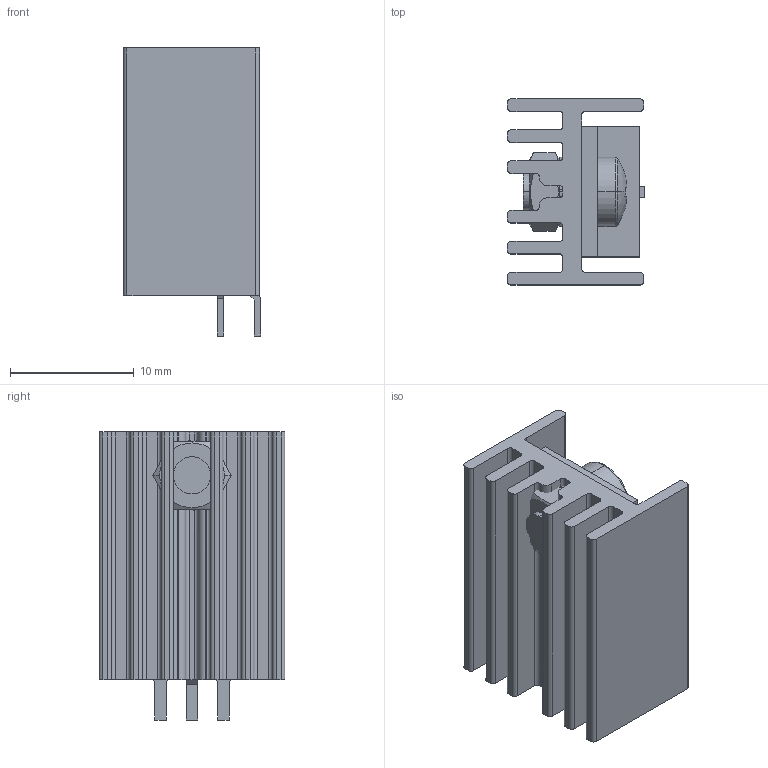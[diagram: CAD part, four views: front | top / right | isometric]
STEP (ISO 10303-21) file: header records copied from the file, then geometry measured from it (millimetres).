
FILE_DESCRIPTION (( 'STEP AP214' ), '1' );
FILE_NAME ('TO-220 case with D0A1 heat sink.STEP', '2023-06-30T11:38:59', ( '' ), ( '' ), 'SwSTEP 2.0', 'SolidWorks 2021', '' );
FILE_SCHEMA (( 'AUTOMOTIVE_DESIGN' ));
Length unit declared in the file: millimetre
Products named in the file (8): HeatsinkTO220NoScrew.step; TO-220_V.stp; eBom-prt2.stp; eBom-prt4.stp; HeatSink.step; TO-220 case with D0A1 heat sink; eBom-prt3.stp; TO-220 case with D0A1 heat sink.stp
Assembly tree (7 placements, depth 3):
  TO-220 case with D0A1 heat sink
    TO-220 case with D0A1 heat sink.stp
      TO-220_V.stp
      eBom-prt2.stp
      eBom-prt3.stp
      eBom-prt4.stp
    HeatsinkTO220NoScrew.step
      HeatSink.step
Bounding box: 11.1 x 15 x 23.25 mm (x, y, z)
Volume: 1923.6 mm3; surface area: 3068.6 mm2
Topology: 5 solids, 5 shells, 174 faces, 471 edges, 310 vertices
Faces by surface type: plane 104, cylinder 46, cone 10, bspline 8, torus 4, sphere 2
Entity records: 6625 total; most frequent: CARTESIAN_POINT 1763, ORIENTED_EDGE 942, DIRECTION 917, EDGE_CURVE 471, LINE 317, VECTOR 317, VERTEX_POINT 310, AXIS2_PLACEMENT_3D 300
